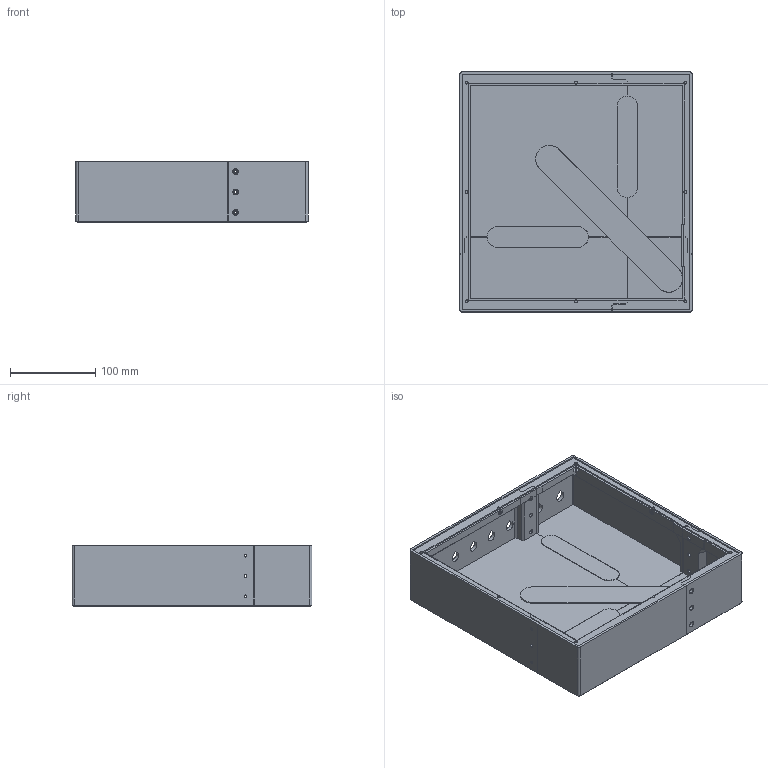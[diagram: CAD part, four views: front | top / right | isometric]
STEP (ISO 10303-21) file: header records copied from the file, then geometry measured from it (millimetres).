
FILE_DESCRIPTION(/* description */ (''),/* implementation_level */ '2;1');
FILE_NAME(/* name */ 'SYNTH_CASE.step',/* time_stamp */ '2025-04-17T11:53:02+10:00',/* author */ (''),/* organization */ (''),/* preprocessor_version */ 'ST-DEVELOPER v20.1',/* originating_system */ 'Autodesk Translation Framework v14.4.0.0',/* authorisation */ '');
FILE_SCHEMA (('AUTOMOTIVE_DESIGN { 1 0 10303 214 3 1 1 }'));
Length unit declared in the file: millimetre
Products named in the file (8): BRAD_SYNTH; SYNTH_TR_01; SYNTH_BR_01; SYNTH_TL_01; SYNTH_BL_01; SYNTH_JOINER_L; SYNTH_JOINER_SA_01; SYNTH_JOINER_SB_01
Assembly tree (7 placements, depth 2):
  BRAD_SYNTH
    SYNTH_TR_01
    SYNTH_BR_01
    SYNTH_TL_01
    SYNTH_BL_01
    SYNTH_JOINER_L
    SYNTH_JOINER_SA_01
    SYNTH_JOINER_SB_01
Bounding box: 273 x 282 x 72.4 mm (x, y, z)
Volume: 944790.5 mm3; surface area: 377480.7 mm2
Topology: 7 solids, 7 shells, 542 faces, 1495 edges, 990 vertices
Faces by surface type: plane 374, cylinder 140, cone 25, bspline 3
Full cylindrical faces by diameter (mm): 3.4 x40, 4.3 x12, 5.8 x6
Entity records: 17949 total; most frequent: CARTESIAN_POINT 3363, DIRECTION 2993, ORIENTED_EDGE 2990, EDGE_CURVE 1495, LINE 1045, VECTOR 1045, VERTEX_POINT 990, AXIS2_PLACEMENT_3D 974
